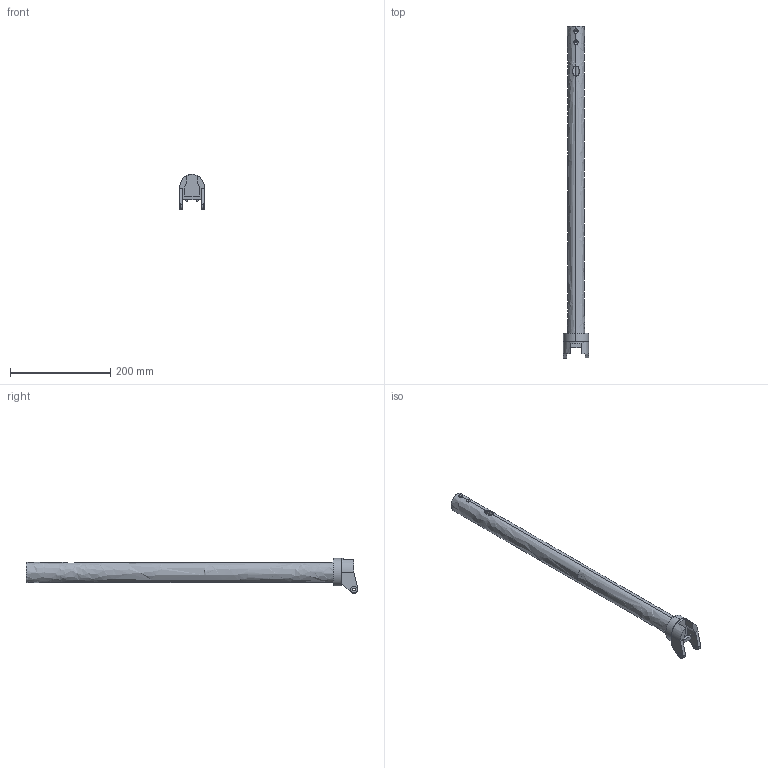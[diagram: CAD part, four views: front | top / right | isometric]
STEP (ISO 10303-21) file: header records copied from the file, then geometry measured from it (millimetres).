
FILE_DESCRIPTION (( 'STEP AP203' ), '1' );
FILE_NAME ('Bar_Default_sldprt.STEP', '2022-11-28T13:52:16', ( '' ), ( '' ), 'SwSTEP 2.0', 'SolidWorks 2022', '' );
FILE_SCHEMA (( 'CONFIG_CONTROL_DESIGN' ));
Length unit declared in the file: millimetre
Products named in the file (1): Bar_Default_sldprt
Bounding box: 50 x 662.98 x 70 mm (x, y, z)
Volume: 222390.1 mm3; surface area: 149911.6 mm2
Topology: 1 solids, 1 shells, 81 faces, 236 edges, 151 vertices
Faces by surface type: plane 39, cylinder 23, bspline 11, cone 8
Entity records: 4102 total; most frequent: CARTESIAN_POINT 2033, ORIENTED_EDGE 472, DIRECTION 331, EDGE_CURVE 236, VERTEX_POINT 151, LINE 129, VECTOR 129, AXIS2_PLACEMENT_3D 101
